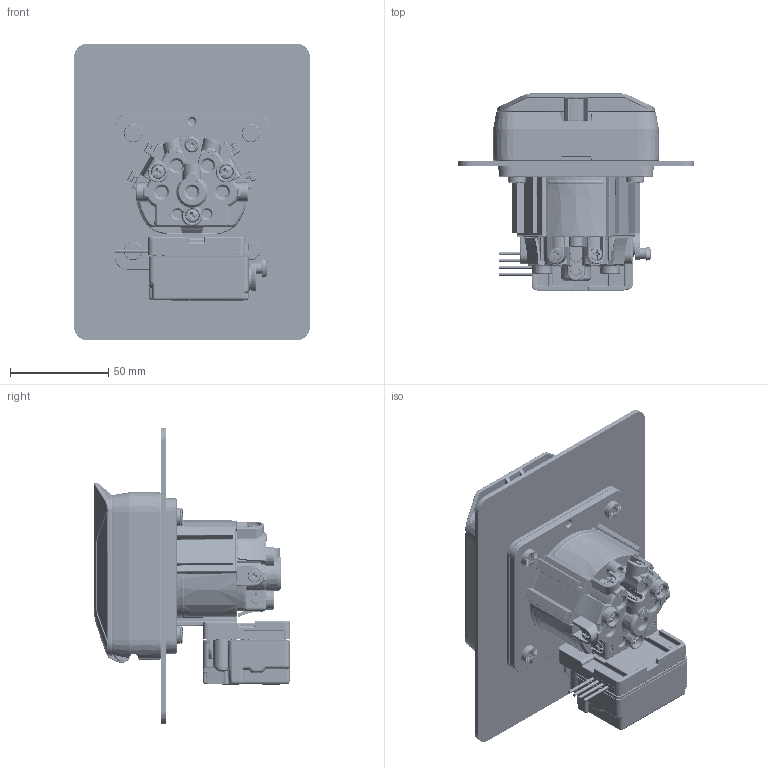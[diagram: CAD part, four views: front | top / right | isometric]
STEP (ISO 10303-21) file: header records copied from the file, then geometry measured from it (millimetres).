
FILE_DESCRIPTION (( 'STEP AP203' ), '1' );
FILE_NAME ('Ladesteckdose Typ2 HWM.STEP', '2021-12-07T08:32:29', ( '' ), ( '' ), 'SwSTEP 2.0', 'SolidWorks 2021', '' );
FILE_SCHEMA (( 'CONFIG_CONTROL_DESIGN' ));
Products named in the file (1): Ladesteckdose Typ2 HWM
Bounding box: 120 x 100.1 x 151 mm (x, y, z)
Volume: 333911.4 mm3; surface area: 166354.3 mm2
Topology: 11 solids, 18 shells, 7657 faces, 18337 edges, 10894 vertices
Faces by surface type: plane 2904, bspline 1579, cylinder 1553, torus 854, cone 443, sphere 324
Full cylindrical faces by diameter (mm): 3.24 x8, 3.4 x4, 3.57 x2, 4 x12, 5.929 x2, 6 x4, 6.65 x5, 7.4 x1, 7.463 x4, 8.7 x8, 10 x4, 68 x1
Entity records: 264097 total; most frequent: CARTESIAN_POINT 102366, ORIENTED_EDGE 35264, DIRECTION 30839, EDGE_CURVE 17632, AXIS2_PLACEMENT_3D 11395, VERTEX_POINT 10753, EDGE_LOOP 8473, LINE 8049
